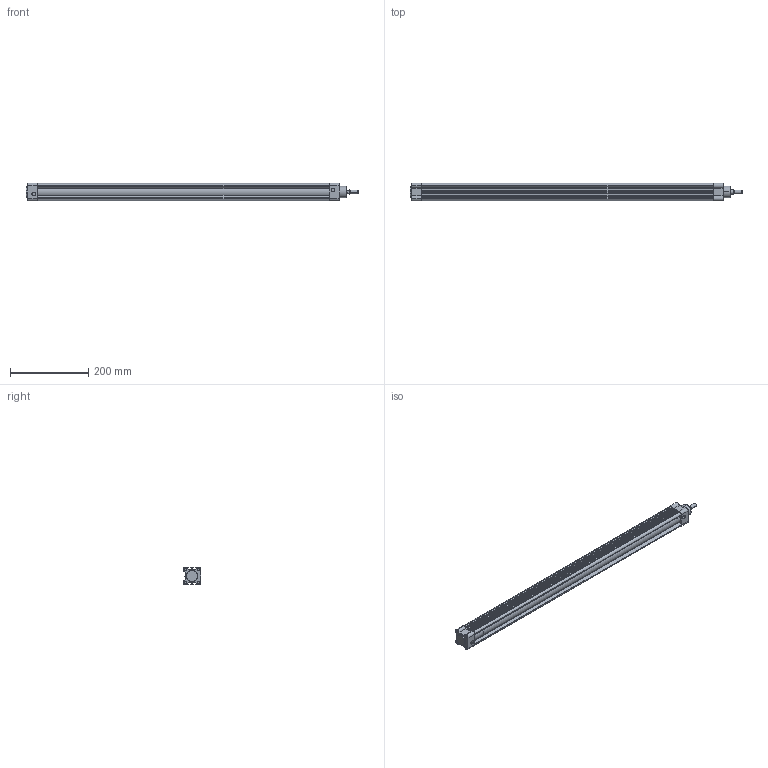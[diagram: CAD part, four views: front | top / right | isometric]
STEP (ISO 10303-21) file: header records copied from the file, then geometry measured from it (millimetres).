
FILE_DESCRIPTION (( 'STEP AP214' ), '1' );
FILE_NAME ('DMC32x700CYLINDER.STEP', '2012-05-16T11:42:44', ( '' ), ( '' ), 'SwSTEP 2.0', 'SolidWorks 2010', '' );
FILE_SCHEMA (( 'AUTOMOTIVE_DESIGN' ));
Length unit declared in the file: millimetre
Products named in the file (5): DMC  32 ARKA KAPAK; DMC  32   BORU; DMC  32 ON KAPAK; DMC  32 MIL; DMC32x700CYLINDER
Assembly tree (4 placements, depth 2):
  DMC32x700CYLINDER
    DMC  32 ARKA KAPAK
    DMC  32   BORU
    DMC  32 MIL
    DMC  32 ON KAPAK
Bounding box: 846 x 44.99 x 45 mm (x, y, z)
Volume: 649527 mm3; surface area: 368064.7 mm2
Topology: 4 solids, 4 shells, 235 faces, 597 edges, 386 vertices
Faces by surface type: cylinder 101, plane 98, cone 26, torus 10
Entity records: 7615 total; most frequent: DIRECTION 1309, CARTESIAN_POINT 1293, ORIENTED_EDGE 1194, EDGE_CURVE 597, AXIS2_PLACEMENT_3D 486, VERTEX_POINT 386, VECTOR 337, LINE 337
